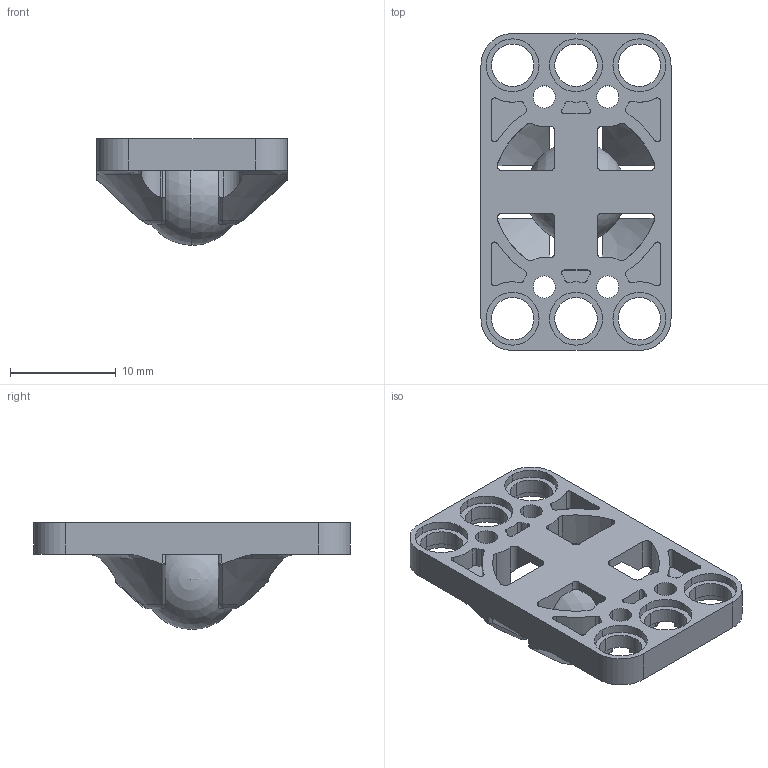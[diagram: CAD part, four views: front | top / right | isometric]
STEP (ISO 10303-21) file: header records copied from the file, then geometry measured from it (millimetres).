
FILE_DESCRIPTION (( 'STEP AP214' ), '1' );
FILE_NAME ('caster_front_link.STEP', '2022-09-11T13:35:30', ( '' ), ( '' ), 'SwSTEP 2.0', 'SolidWorks 2021', '' );
FILE_SCHEMA (( 'AUTOMOTIVE_DESIGN' ));
Length unit declared in the file: millimetre
Products named in the file (3): caster_front_link; waffle_caster_ball; waffle_caster_support
Assembly tree (2 placements, depth 2):
  caster_front_link
    waffle_caster_support
    waffle_caster_ball
Bounding box: 18 x 30 x 10.12 mm (x, y, z)
Volume: 1443.8 mm3; surface area: 2212.8 mm2
Topology: 2 solids, 2 shells, 256 faces, 729 edges, 484 vertices
Faces by surface type: cylinder 160, plane 48, cone 18, bspline 14, sphere 8, torus 8
Entity records: 10159 total; most frequent: CARTESIAN_POINT 3257, DIRECTION 1456, ORIENTED_EDGE 1448, EDGE_CURVE 724, AXIS2_PLACEMENT_3D 606, VERTEX_POINT 481, CIRCLE 359, EDGE_LOOP 293
